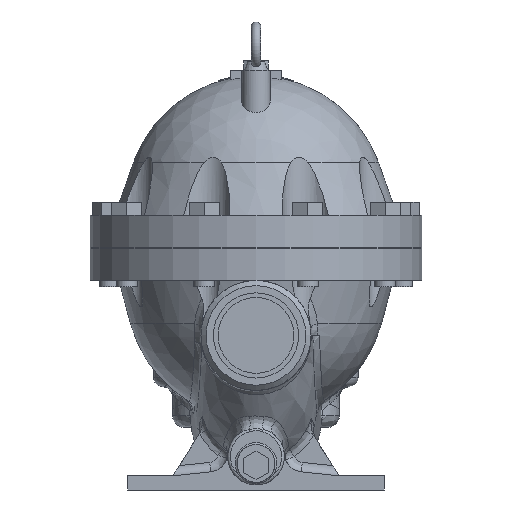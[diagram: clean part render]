
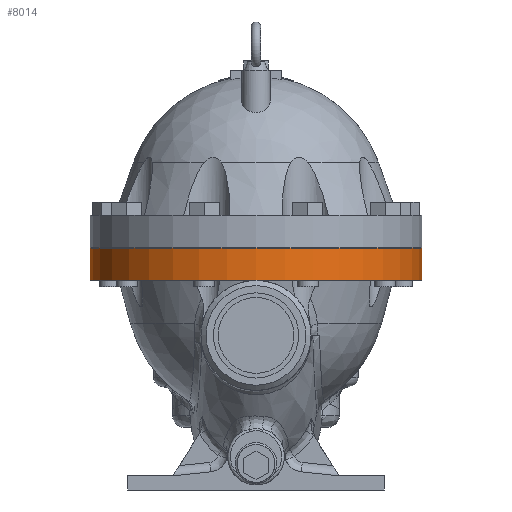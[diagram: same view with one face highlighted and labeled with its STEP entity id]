
A CAD part, left-side view. The second image highlights one B-rep face of the part: STEP entity #8014.
In plain terms, the highlighted cylindrical face has radius 175 mm (diameter 350 mm), a partial arc.
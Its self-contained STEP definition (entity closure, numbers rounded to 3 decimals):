
#625=LINE('',#12754,#1132);
#626=LINE('',#12759,#1133);
#1132=VECTOR('',#9764,34.);
#1133=VECTOR('',#9769,34.);
#1972=FACE_OUTER_BOUND('',#2520,.T.);
#2520=EDGE_LOOP('',(#5798,#5799,#5800,#5801,#5802));
#3066=CIRCLE('',#8561,175.);
#3089=CIRCLE('',#8596,175.);
#3090=CIRCLE('',#8597,175.);
#3564=VERTEX_POINT('',#12609);
#3565=VERTEX_POINT('',#12610);
#3606=VERTEX_POINT('',#12753);
#3607=VERTEX_POINT('',#12755);
#3608=VERTEX_POINT('',#12757);
#4416=EDGE_CURVE('',#3564,#3565,#3066,.T.);
#4463=EDGE_CURVE('',#3564,#3606,#625,.T.);
#4464=EDGE_CURVE('',#3607,#3606,#3089,.T.);
#4465=EDGE_CURVE('',#3608,#3607,#3090,.T.);
#4466=EDGE_CURVE('',#3565,#3608,#626,.T.);
#5798=ORIENTED_EDGE('',*,*,#4416,.F.);
#5799=ORIENTED_EDGE('',*,*,#4463,.T.);
#5800=ORIENTED_EDGE('',*,*,#4464,.F.);
#5801=ORIENTED_EDGE('',*,*,#4465,.F.);
#5802=ORIENTED_EDGE('',*,*,#4466,.F.);
#7794=CYLINDRICAL_SURFACE('',#8595,175.);
#8014=ADVANCED_FACE('',(#1972),#7794,.T.);
#8561=AXIS2_PLACEMENT_3D('',#12611,#9675,#9676);
#8595=AXIS2_PLACEMENT_3D('',#12752,#9762,#9763);
#8596=AXIS2_PLACEMENT_3D('',#12756,#9765,#9766);
#8597=AXIS2_PLACEMENT_3D('',#12758,#9767,#9768);
#9675=DIRECTION('center_axis',(0.,0.,1.));
#9676=DIRECTION('ref_axis',(0.,1.,0.));
#9762=DIRECTION('center_axis',(0.,0.,-1.));
#9763=DIRECTION('ref_axis',(0.,1.,0.));
#9764=DIRECTION('',(0.,0.,-1.));
#9765=DIRECTION('center_axis',(0.,0.,-1.));
#9766=DIRECTION('ref_axis',(0.,1.,0.));
#9767=DIRECTION('center_axis',(0.,0.,-1.));
#9768=DIRECTION('ref_axis',(0.,1.,0.));
#9769=DIRECTION('',(0.,0.,-1.));
#12609=CARTESIAN_POINT('',(-90.,175.,0.));
#12610=CARTESIAN_POINT('',(-90.,-175.,0.));
#12611=CARTESIAN_POINT('Origin',(-90.,0.,0.));
#12752=CARTESIAN_POINT('Origin',(-90.,0.,0.));
#12753=CARTESIAN_POINT('',(-90.,175.,-34.));
#12754=CARTESIAN_POINT('',(-90.,175.,0.));
#12755=CARTESIAN_POINT('',(-265.,0.,-34.));
#12756=CARTESIAN_POINT('Origin',(-90.,0.,-34.));
#12757=CARTESIAN_POINT('',(-90.,-175.,-34.));
#12758=CARTESIAN_POINT('Origin',(-90.,0.,-34.));
#12759=CARTESIAN_POINT('',(-90.,-175.,0.));
